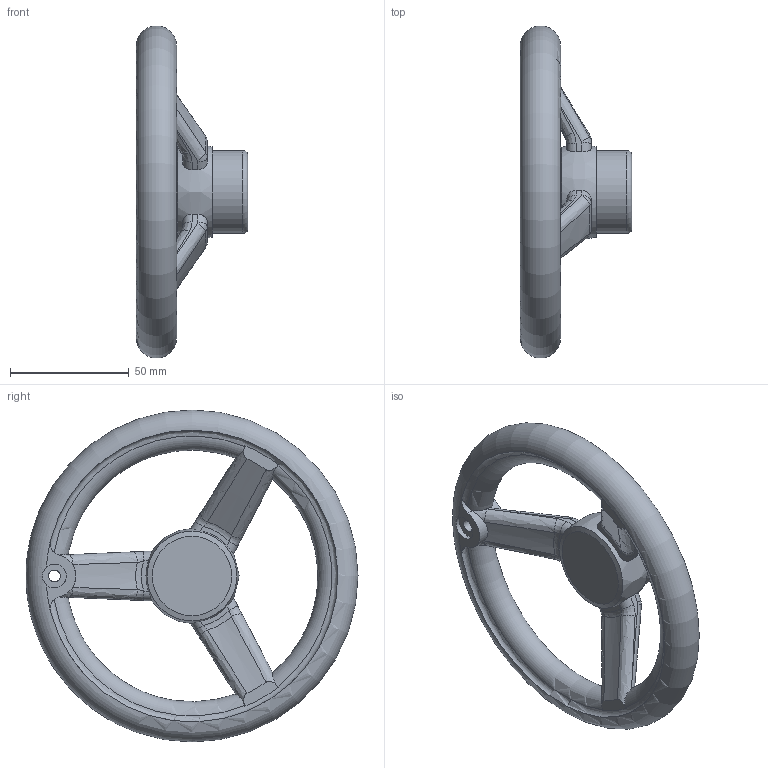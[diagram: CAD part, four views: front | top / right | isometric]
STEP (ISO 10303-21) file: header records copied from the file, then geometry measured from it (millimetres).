
FILE_DESCRIPTION(/* description */ (''),/* implementation_level */ '2;1');
FILE_NAME(/* name */ 'P_140_N.dxf',/* time_stamp */ '2012-11-23T17:15:02+08:00',/* author */ (''),/* organization */ (''),/* preprocessor_version */ 'ST-DEVELOPER v9',/* originating_system */ 'UGS - NX 4.0',/* authorisation */ '');
FILE_SCHEMA (('CONFIG_CONTROL_DESIGN'));
Length unit declared in the file: millimetre
Products named in the file (1): Admi89ACxoct
Bounding box: 47 x 139.99 x 139.99 mm (x, y, z)
Volume: 131717 mm3; surface area: 31416.4 mm2
Topology: 1 solids, 1 shells, 86 faces, 235 edges, 147 vertices
Faces by surface type: bspline 27, cylinder 21, plane 20, torus 11, cone 7
Full cylindrical faces by diameter (mm): 5 x1, 10.1 x1, 35 x1
Entity records: 3464 total; most frequent: CARTESIAN_POINT 1525, ORIENTED_EDGE 446, DIRECTION 300, EDGE_CURVE 223, VERTEX_POINT 147, AXIS2_PLACEMENT_3D 136, B_SPLINE_CURVE_WITH_KNOTS 116, EDGE_LOOP 102
